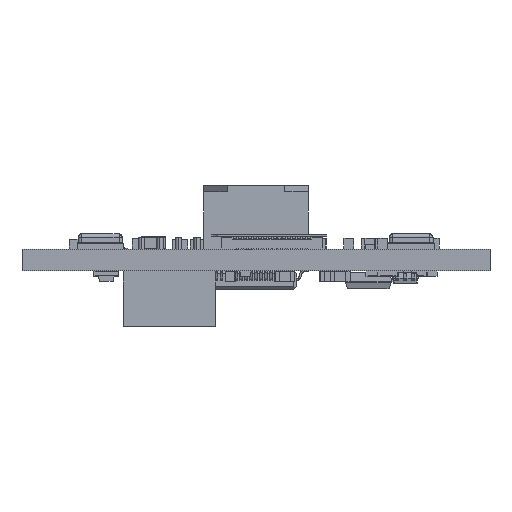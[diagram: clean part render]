
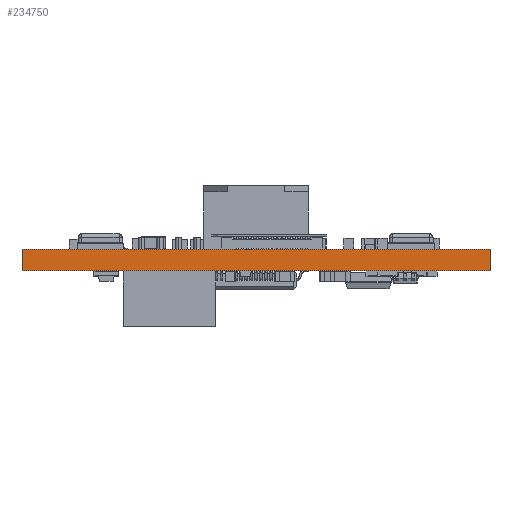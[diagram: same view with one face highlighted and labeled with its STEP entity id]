
A CAD part, front view. The second image highlights one B-rep face of the part: STEP entity #234750.
In plain terms, the highlighted planar face has unit normal (0, -1, 0).
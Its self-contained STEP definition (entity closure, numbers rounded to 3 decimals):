
#1810 = LINE ( 'NONE', #218614, #21481 ) ;
#13894 = ORIENTED_EDGE ( 'NONE', *, *, #28871, .F. ) ;
#21481 = VECTOR ( 'NONE', #112098, 1000. ) ;
#28871 = EDGE_CURVE ( 'NONE', #353099, #69035, #1810, .T. ) ;
#39023 = ORIENTED_EDGE ( 'NONE', *, *, #233308, .F. ) ;
#44738 = DIRECTION ( 'NONE',  ( 0., -1., 0. ) ) ;
#46324 = CARTESIAN_POINT ( 'NONE',  ( -19., -19., -1.742 ) ) ;
#46528 = FACE_OUTER_BOUND ( 'NONE', #158931, .T. ) ;
#50001 = VERTEX_POINT ( 'NONE', #185452 ) ;
#52285 = LINE ( 'NONE', #162450, #71336 ) ;
#52516 = VECTOR ( 'NONE', #75515, 1000. ) ;
#61919 = AXIS2_PLACEMENT_3D ( 'NONE', #183804, #44738, #321334 ) ;
#67540 = CARTESIAN_POINT ( 'NONE',  ( -19., -19., 0. ) ) ;
#69035 = VERTEX_POINT ( 'NONE', #67540 ) ;
#71336 = VECTOR ( 'NONE', #220203, 1000. ) ;
#75515 = DIRECTION ( 'NONE',  ( -1., 0., 0. ) ) ;
#97373 = PLANE ( 'NONE',  #61919 ) ;
#98330 = EDGE_CURVE ( 'NONE', #50001, #186847, #52285, .T. ) ;
#99169 = LINE ( 'NONE', #212725, #52516 ) ;
#100399 = VECTOR ( 'NONE', #257442, 1000. ) ;
#112098 = DIRECTION ( 'NONE',  ( 0., 0., 1. ) ) ;
#158931 = EDGE_LOOP ( 'NONE', ( #349452, #195610, #13894, #39023 ) ) ;
#162450 = CARTESIAN_POINT ( 'NONE',  ( 19., -19., -1.742 ) ) ;
#183804 = CARTESIAN_POINT ( 'NONE',  ( 19., -19., -1.742 ) ) ;
#185452 = CARTESIAN_POINT ( 'NONE',  ( 19., -19., -1.742 ) ) ;
#186847 = VERTEX_POINT ( 'NONE', #353289 ) ;
#195610 = ORIENTED_EDGE ( 'NONE', *, *, #218727, .T. ) ;
#212725 = CARTESIAN_POINT ( 'NONE',  ( 19., -19., 0. ) ) ;
#218614 = CARTESIAN_POINT ( 'NONE',  ( -19., -19., -1.742 ) ) ;
#218727 = EDGE_CURVE ( 'NONE', #186847, #69035, #99169, .T. ) ;
#220203 = DIRECTION ( 'NONE',  ( 0., 0., 1. ) ) ;
#233308 = EDGE_CURVE ( 'NONE', #50001, #353099, #344184, .T. ) ;
#234750 = ADVANCED_FACE ( 'NONE', ( #46528 ), #97373, .T. ) ;
#257442 = DIRECTION ( 'NONE',  ( -1., 0., 0. ) ) ;
#284561 = CARTESIAN_POINT ( 'NONE',  ( 19., -19., -1.742 ) ) ;
#321334 = DIRECTION ( 'NONE',  ( 0., 0., -1. ) ) ;
#344184 = LINE ( 'NONE', #284561, #100399 ) ;
#349452 = ORIENTED_EDGE ( 'NONE', *, *, #98330, .T. ) ;
#353099 = VERTEX_POINT ( 'NONE', #46324 ) ;
#353289 = CARTESIAN_POINT ( 'NONE',  ( 19., -19., 0. ) ) ;
